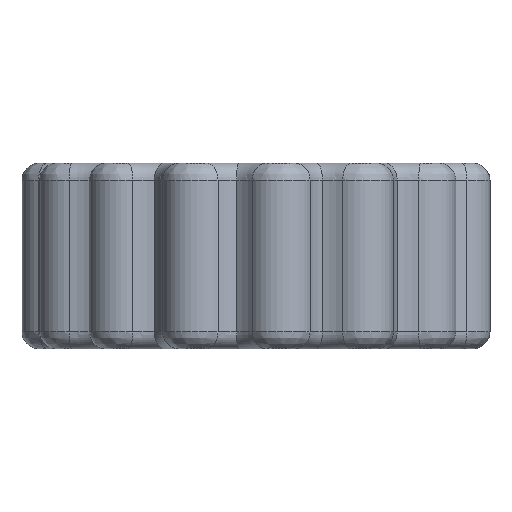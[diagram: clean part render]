
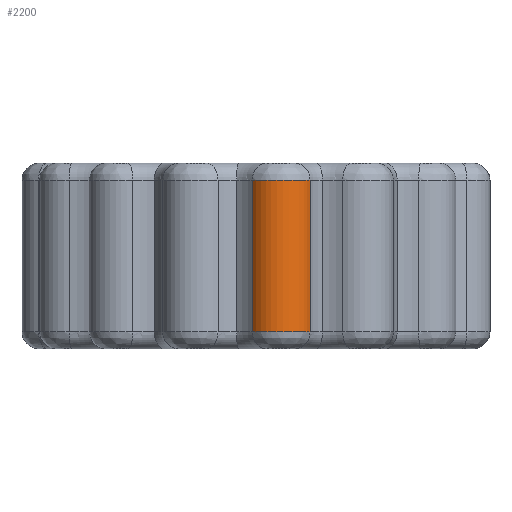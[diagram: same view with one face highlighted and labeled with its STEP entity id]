
A CAD part, front view. The second image highlights one B-rep face of the part: STEP entity #2200.
In plain terms, the highlighted cylindrical face has radius 2 mm (diameter 4 mm), a partial arc.
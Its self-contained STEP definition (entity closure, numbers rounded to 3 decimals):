
#39=LINE('',#4183,#109);
#40=LINE('',#4187,#110);
#109=VECTOR('',#3025,10.);
#110=VECTOR('',#3030,10.);
#179=CYLINDRICAL_SURFACE('',#2484,2.);
#306=FACE_OUTER_BOUND('',#459,.T.);
#459=EDGE_LOOP('',(#1592,#1593,#1594,#1595));
#640=CIRCLE('',#2382,2.);
#719=CIRCLE('',#2485,2.);
#880=VERTEX_POINT('',#3765);
#883=VERTEX_POINT('',#3798);
#933=VERTEX_POINT('',#4182);
#934=VERTEX_POINT('',#4186);
#1095=EDGE_CURVE('',#880,#883,#640,.T.);
#1184=EDGE_CURVE('',#883,#933,#39,.T.);
#1186=EDGE_CURVE('',#880,#934,#40,.T.);
#1187=EDGE_CURVE('',#933,#934,#719,.T.);
#1592=ORIENTED_EDGE('',*,*,#1095,.F.);
#1593=ORIENTED_EDGE('',*,*,#1186,.T.);
#1594=ORIENTED_EDGE('',*,*,#1187,.F.);
#1595=ORIENTED_EDGE('',*,*,#1184,.F.);
#2200=ADVANCED_FACE('',(#306),#179,.T.);
#2382=AXIS2_PLACEMENT_3D('',#3802,#2817,#2818);
#2484=AXIS2_PLACEMENT_3D('',#4185,#3028,#3029);
#2485=AXIS2_PLACEMENT_3D('',#4188,#3031,#3032);
#2817=DIRECTION('center_axis',(0.,0.,1.));
#2818=DIRECTION('ref_axis',(0.105,-0.995,0.));
#3025=DIRECTION('',(0.,0.,-1.));
#3028=DIRECTION('center_axis',(0.,0.,-1.));
#3029=DIRECTION('ref_axis',(0.105,-0.995,0.));
#3030=DIRECTION('',(0.,0.,-1.));
#3031=DIRECTION('center_axis',(0.,0.,-1.));
#3032=DIRECTION('ref_axis',(0.105,-0.995,0.));
#3765=CARTESIAN_POINT('',(-0.353,-13.124,10.));
#3798=CARTESIAN_POINT('',(3.074,-12.764,10.));
#3802=CARTESIAN_POINT('Origin',(1.254,-11.934,10.));
#4182=CARTESIAN_POINT('',(3.074,-12.764,1.));
#4183=CARTESIAN_POINT('',(3.074,-12.764,11.));
#4185=CARTESIAN_POINT('Origin',(1.254,-11.934,11.));
#4186=CARTESIAN_POINT('',(-0.353,-13.124,1.));
#4187=CARTESIAN_POINT('',(-0.353,-13.124,11.));
#4188=CARTESIAN_POINT('Origin',(1.254,-11.934,1.));
